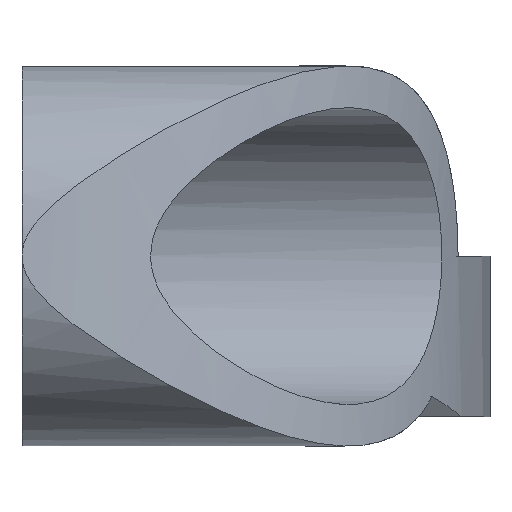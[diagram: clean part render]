
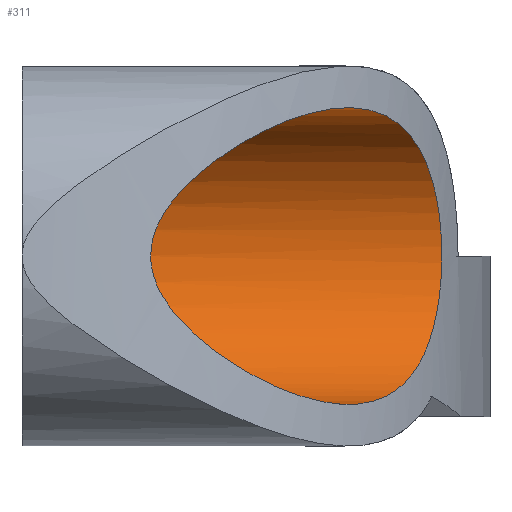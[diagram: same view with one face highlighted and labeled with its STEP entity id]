
A CAD part, left-side view. The second image highlights one B-rep face of the part: STEP entity #311.
In plain terms, the highlighted cylindrical face has radius 5.075 mm (diameter 10.15 mm), a full revolution.
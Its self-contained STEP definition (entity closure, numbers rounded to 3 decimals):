
#33=FACE_OUTER_BOUND('',#54,.T.);
#54=EDGE_LOOP('',(#215,#216,#217,#218));
#79=CIRCLE('',#357,5.075);
#94=LINE('',#574,#112);
#112=VECTOR('',#403,5.075);
#130=B_SPLINE_CURVE_WITH_KNOTS('',3,(#535,#536,#537,#538,#539,#540,#541,
#542,#543,#544,#545,#546,#547,#548,#549,#550,#551,#552,#553,#554,#555,#556,
#557,#558,#559,#560,#561,#562,#563,#564,#565,#566,#567,#568,#569,#570,#571,
#572),.UNSPECIFIED.,.T.,.F.,(4,2,2,2,2,2,2,2,2,2,2,2,2,2,2,2,2,2,4),(0.,
0.106,0.211,0.422,0.726,
1.031,1.265,1.499,1.687,1.874,
2.062,2.25,2.484,2.718,3.022,
3.327,3.538,3.643,3.749),
 .UNSPECIFIED.);
#140=VERTEX_POINT('',#534);
#141=VERTEX_POINT('',#573);
#169=EDGE_CURVE('',#140,#140,#130,.T.);
#170=EDGE_CURVE('',#140,#141,#94,.T.);
#171=EDGE_CURVE('',#141,#141,#79,.T.);
#215=ORIENTED_EDGE('',*,*,#169,.F.);
#216=ORIENTED_EDGE('',*,*,#170,.T.);
#217=ORIENTED_EDGE('',*,*,#171,.T.);
#218=ORIENTED_EDGE('',*,*,#170,.F.);
#298=CYLINDRICAL_SURFACE('',#356,5.075);
#311=ADVANCED_FACE('',(#33),#298,.F.);
#356=AXIS2_PLACEMENT_3D('',#533,#401,#402);
#357=AXIS2_PLACEMENT_3D('',#575,#404,#405);
#401=DIRECTION('center_axis',(0.,1.,0.));
#402=DIRECTION('ref_axis',(1.,0.,0.));
#403=DIRECTION('',(0.,1.,0.));
#404=DIRECTION('center_axis',(0.,1.,0.));
#405=DIRECTION('ref_axis',(1.,0.,0.));
#533=CARTESIAN_POINT('Origin',(-13.,-36.5,-11.75));
#534=CARTESIAN_POINT('',(-18.075,-24.901,-11.75));
#535=CARTESIAN_POINT('Ctrl Pts',(-18.075,-24.901,-11.75));
#536=CARTESIAN_POINT('Ctrl Pts',(-18.075,-24.901,-11.398));
#537=CARTESIAN_POINT('Ctrl Pts',(-18.039,-24.98,-11.071));
#538=CARTESIAN_POINT('Ctrl Pts',(-17.917,-25.239,-10.454));
#539=CARTESIAN_POINT('Ctrl Pts',(-17.83,-25.419,-10.165));
#540=CARTESIAN_POINT('Ctrl Pts',(-17.51,-26.048,-9.352));
#541=CARTESIAN_POINT('Ctrl Pts',(-17.216,-26.581,-8.883));
#542=CARTESIAN_POINT('Ctrl Pts',(-16.452,-27.815,-7.964));
#543=CARTESIAN_POINT('Ctrl Pts',(-15.873,-28.636,-7.501));
#544=CARTESIAN_POINT('Ctrl Pts',(-14.531,-30.228,-6.855));
#545=CARTESIAN_POINT('Ctrl Pts',(-13.767,-30.998,-6.675));
#546=CARTESIAN_POINT('Ctrl Pts',(-12.41,-32.171,-6.675));
#547=CARTESIAN_POINT('Ctrl Pts',(-11.738,-32.685,-6.784));
#548=CARTESIAN_POINT('Ctrl Pts',(-10.436,-33.559,-7.314));
#549=CARTESIAN_POINT('Ctrl Pts',(-9.807,-33.922,-7.737));
#550=CARTESIAN_POINT('Ctrl Pts',(-8.901,-34.402,-8.7));
#551=CARTESIAN_POINT('Ctrl Pts',(-8.537,-34.576,-9.247));
#552=CARTESIAN_POINT('Ctrl Pts',(-8.049,-34.8,-10.459));
#553=CARTESIAN_POINT('Ctrl Pts',(-7.925,-34.852,-11.124));
#554=CARTESIAN_POINT('Ctrl Pts',(-7.925,-34.852,-12.376));
#555=CARTESIAN_POINT('Ctrl Pts',(-8.049,-34.8,-13.041));
#556=CARTESIAN_POINT('Ctrl Pts',(-8.537,-34.576,-14.253));
#557=CARTESIAN_POINT('Ctrl Pts',(-8.901,-34.402,-14.8));
#558=CARTESIAN_POINT('Ctrl Pts',(-9.807,-33.922,-15.763));
#559=CARTESIAN_POINT('Ctrl Pts',(-10.436,-33.559,-16.186));
#560=CARTESIAN_POINT('Ctrl Pts',(-11.738,-32.685,-16.716));
#561=CARTESIAN_POINT('Ctrl Pts',(-12.41,-32.171,-16.825));
#562=CARTESIAN_POINT('Ctrl Pts',(-13.767,-30.998,-16.825));
#563=CARTESIAN_POINT('Ctrl Pts',(-14.531,-30.228,-16.645));
#564=CARTESIAN_POINT('Ctrl Pts',(-15.873,-28.636,-15.999));
#565=CARTESIAN_POINT('Ctrl Pts',(-16.452,-27.815,-15.536));
#566=CARTESIAN_POINT('Ctrl Pts',(-17.216,-26.581,-14.617));
#567=CARTESIAN_POINT('Ctrl Pts',(-17.51,-26.048,-14.148));
#568=CARTESIAN_POINT('Ctrl Pts',(-17.83,-25.419,-13.335));
#569=CARTESIAN_POINT('Ctrl Pts',(-17.917,-25.239,-13.046));
#570=CARTESIAN_POINT('Ctrl Pts',(-18.039,-24.98,-12.429));
#571=CARTESIAN_POINT('Ctrl Pts',(-18.075,-24.901,-12.102));
#572=CARTESIAN_POINT('Ctrl Pts',(-18.075,-24.901,-11.75));
#573=CARTESIAN_POINT('',(-18.075,-24.5,-11.75));
#574=CARTESIAN_POINT('',(-18.075,-36.5,-11.75));
#575=CARTESIAN_POINT('Origin',(-13.,-24.5,-11.75));
